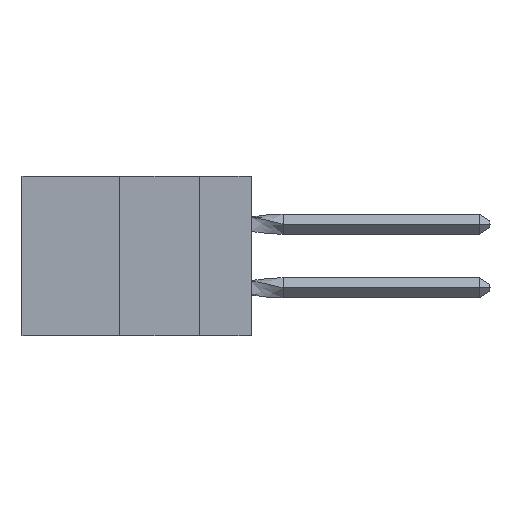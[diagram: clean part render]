
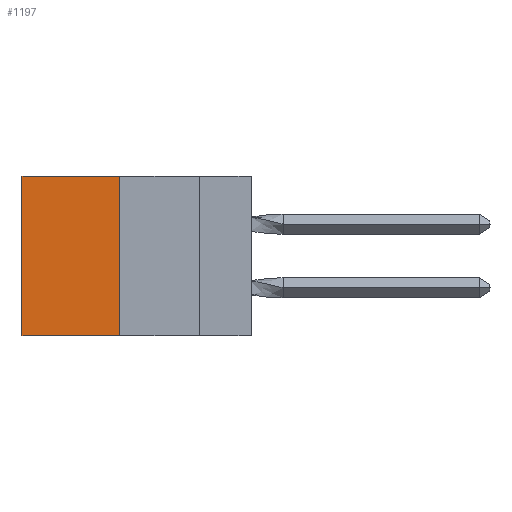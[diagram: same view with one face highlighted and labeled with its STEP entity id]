
A CAD part, left-side view. The second image highlights one B-rep face of the part: STEP entity #1197.
In plain terms, the highlighted planar face has unit normal (-1, 0, 0).
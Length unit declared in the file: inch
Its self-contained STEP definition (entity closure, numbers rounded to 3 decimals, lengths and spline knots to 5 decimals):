
#173 = ORIENTED_EDGE ( 'NONE', *, *, #12750, .F. ) ;
#453 = CARTESIAN_POINT ( 'NONE',  ( 0.305, 0.72, -0.5 ) ) ;
#1197 = ADVANCED_FACE ( 'NONE', ( #12900 ), #1275, .F. ) ;
#1275 = PLANE ( 'NONE',  #4288 ) ;
#2088 = CARTESIAN_POINT ( 'NONE',  ( 0.305, 0.413, -0.5 ) ) ;
#3332 = ORIENTED_EDGE ( 'NONE', *, *, #25817, .T. ) ;
#3336 = EDGE_CURVE ( 'NONE', #28828, #10047, #9163, .T. ) ;
#4288 = AXIS2_PLACEMENT_3D ( 'NONE', #15706, #14135, #6771 ) ;
#5575 = CARTESIAN_POINT ( 'NONE',  ( 0.305, 0.413, -0.5 ) ) ;
#6771 = DIRECTION ( 'NONE',  ( 0., 0., -1. ) ) ;
#7754 = EDGE_LOOP ( 'NONE', ( #27499, #22301, #173, #3332 ) ) ;
#8573 = DIRECTION ( 'NONE',  ( 0., 1., 0. ) ) ;
#9163 = LINE ( 'NONE', #29941, #16993 ) ;
#10047 = VERTEX_POINT ( 'NONE', #453 ) ;
#11066 = EDGE_CURVE ( 'NONE', #16472, #10047, #25390, .T. ) ;
#12750 = EDGE_CURVE ( 'NONE', #27095, #28828, #20423, .T. ) ;
#12900 = FACE_OUTER_BOUND ( 'NONE', #7754, .T. ) ;
#13232 = CARTESIAN_POINT ( 'NONE',  ( 0.305, 0.72, 0. ) ) ;
#14135 = DIRECTION ( 'NONE',  ( 1., 0., 0. ) ) ;
#14300 = DIRECTION ( 'NONE',  ( 0., 0., -1. ) ) ;
#14317 = VECTOR ( 'NONE', #19524, 39.37008 ) ;
#15706 = CARTESIAN_POINT ( 'NONE',  ( 0.305, 0.413, -0.5 ) ) ;
#16472 = VERTEX_POINT ( 'NONE', #13232 ) ;
#16993 = VECTOR ( 'NONE', #8573, 39.37008 ) ;
#17339 = LINE ( 'NONE', #17436, #14317 ) ;
#17436 = CARTESIAN_POINT ( 'NONE',  ( 0.305, 0.413, 0. ) ) ;
#19445 = DIRECTION ( 'NONE',  ( 0., 0., -1. ) ) ;
#19524 = DIRECTION ( 'NONE',  ( 0., 1., 0. ) ) ;
#20423 = LINE ( 'NONE', #2088, #30164 ) ;
#21661 = VECTOR ( 'NONE', #19445, 39.37008 ) ;
#22301 = ORIENTED_EDGE ( 'NONE', *, *, #3336, .F. ) ;
#25390 = LINE ( 'NONE', #26545, #21661 ) ;
#25817 = EDGE_CURVE ( 'NONE', #27095, #16472, #17339, .T. ) ;
#26545 = CARTESIAN_POINT ( 'NONE',  ( 0.305, 0.72, -0.5 ) ) ;
#27095 = VERTEX_POINT ( 'NONE', #28928 ) ;
#27499 = ORIENTED_EDGE ( 'NONE', *, *, #11066, .T. ) ;
#28828 = VERTEX_POINT ( 'NONE', #5575 ) ;
#28928 = CARTESIAN_POINT ( 'NONE',  ( 0.305, 0.413, 0. ) ) ;
#29941 = CARTESIAN_POINT ( 'NONE',  ( 0.305, 0.413, -0.5 ) ) ;
#30164 = VECTOR ( 'NONE', #14300, 39.37008 ) ;
